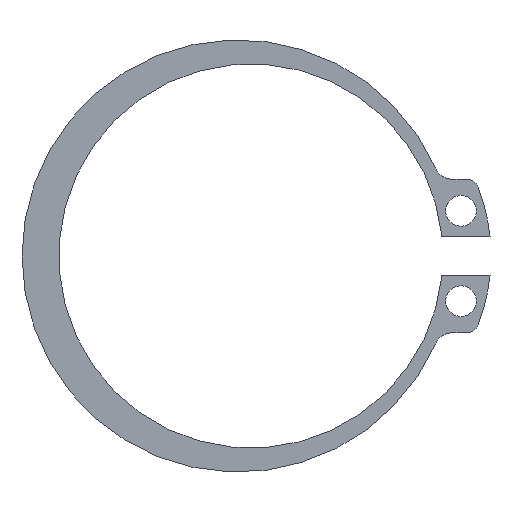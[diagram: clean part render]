
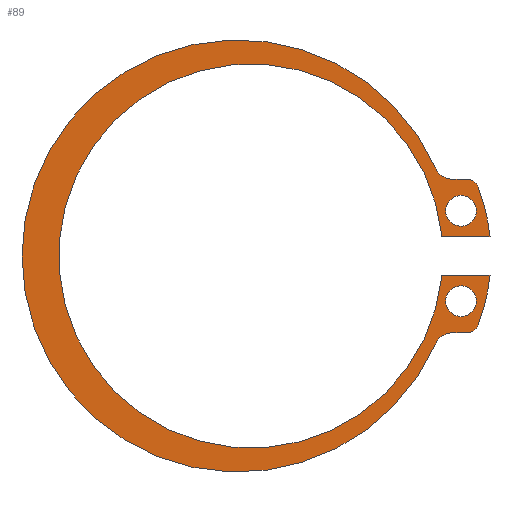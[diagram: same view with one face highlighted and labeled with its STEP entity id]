
A CAD part, left-side view. The second image highlights one B-rep face of the part: STEP entity #89.
In plain terms, the highlighted planar face has unit normal (-1, 0, 0).
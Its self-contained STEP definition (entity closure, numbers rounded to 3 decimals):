
#89 = ADVANCED_FACE( '', ( #122, #123, #124 ), #125, .F. );
#122 = FACE_BOUND( '', #160, .T. );
#123 = FACE_OUTER_BOUND( '', #161, .T. );
#124 = FACE_BOUND( '', #162, .T. );
#125 = PLANE( '', #163 );
#160 = EDGE_LOOP( '', ( #262 ) );
#161 = EDGE_LOOP( '', ( #263, #264, #265, #266, #267, #268, #269, #270, #271, #272, #273, #274 ) );
#162 = EDGE_LOOP( '', ( #275 ) );
#163 = AXIS2_PLACEMENT_3D( '', #276, #277, #278 );
#262 = ORIENTED_EDGE( '', *, *, #333, .T. );
#263 = ORIENTED_EDGE( '', *, *, #306, .T. );
#264 = ORIENTED_EDGE( '', *, *, #310, .F. );
#265 = ORIENTED_EDGE( '', *, *, #303, .F. );
#266 = ORIENTED_EDGE( '', *, *, #296, .F. );
#267 = ORIENTED_EDGE( '', *, *, #300, .F. );
#268 = ORIENTED_EDGE( '', *, *, #312, .T. );
#269 = ORIENTED_EDGE( '', *, *, #315, .F. );
#270 = ORIENTED_EDGE( '', *, *, #318, .F. );
#271 = ORIENTED_EDGE( '', *, *, #321, .F. );
#272 = ORIENTED_EDGE( '', *, *, #324, .F. );
#273 = ORIENTED_EDGE( '', *, *, #327, .T. );
#274 = ORIENTED_EDGE( '', *, *, #330, .F. );
#275 = ORIENTED_EDGE( '', *, *, #335, .T. );
#276 = CARTESIAN_POINT( '', ( 0., -43.38, -20.625 ) );
#277 = DIRECTION( '', ( 1., 0., 0. ) );
#278 = DIRECTION( '', ( 0., 0., -1. ) );
#296 = EDGE_CURVE( '', #336, #337, #338, .T. );
#300 = EDGE_CURVE( '', #344, #336, #345, .T. );
#303 = EDGE_CURVE( '', #337, #349, #350, .T. );
#306 = EDGE_CURVE( '', #354, #355, #356, .T. );
#310 = EDGE_CURVE( '', #349, #355, #362, .T. );
#312 = EDGE_CURVE( '', #344, #364, #365, .T. );
#315 = EDGE_CURVE( '', #369, #364, #370, .T. );
#318 = EDGE_CURVE( '', #374, #369, #375, .T. );
#321 = EDGE_CURVE( '', #379, #374, #380, .T. );
#324 = EDGE_CURVE( '', #384, #379, #385, .T. );
#327 = EDGE_CURVE( '', #384, #389, #390, .T. );
#330 = EDGE_CURVE( '', #354, #389, #394, .T. );
#333 = EDGE_CURVE( '', #398, #398, #399, .T. );
#335 = EDGE_CURVE( '', #402, #402, #403, .T. );
#336 = VERTEX_POINT( '', #404 );
#337 = VERTEX_POINT( '', #405 );
#338 = CIRCLE( '', #406, 41.25 );
#344 = VERTEX_POINT( '', #414 );
#345 = LINE( '', #415, #416 );
#349 = VERTEX_POINT( '', #422 );
#350 = CIRCLE( '', #423, 2.75 );
#354 = VERTEX_POINT( '', #428 );
#355 = VERTEX_POINT( '', #429 );
#356 = CIRCLE( '', #430, 4.125 );
#362 = LINE( '', #438, #439 );
#364 = VERTEX_POINT( '', #442 );
#365 = CIRCLE( '', #443, 41.25 );
#369 = VERTEX_POINT( '', #448 );
#370 = LINE( '', #449, #450 );
#374 = VERTEX_POINT( '', #456 );
#375 = CIRCLE( '', #457, 41.25 );
#379 = VERTEX_POINT( '', #462 );
#380 = CIRCLE( '', #463, 2.75 );
#384 = VERTEX_POINT( '', #468 );
#385 = LINE( '', #469, #470 );
#389 = VERTEX_POINT( '', #476 );
#390 = CIRCLE( '', #477, 4.125 );
#394 = CIRCLE( '', #482, 46.406 );
#398 = VERTEX_POINT( '', #486 );
#399 = CIRCLE( '', #487, 3.3 );
#402 = VERTEX_POINT( '', #490 );
#403 = CIRCLE( '', #491, 3.3 );
#404 = CARTESIAN_POINT( '', ( 0., -51.356, -4.125 ) );
#405 = CARTESIAN_POINT( '', ( 0., -48.842, -14.732 ) );
#406 = AXIS2_PLACEMENT_3D( '', #492, #493, #494 );
#414 = CARTESIAN_POINT( '', ( 0., -41.043, -4.125 ) );
#415 = CARTESIAN_POINT( '', ( 0., -41.043, -4.125 ) );
#416 = VECTOR( '', #500, 1000. );
#422 = CARTESIAN_POINT( '', ( 0., -46.273, -16.5 ) );
#423 = AXIS2_PLACEMENT_3D( '', #503, #504, #505 );
#428 = CARTESIAN_POINT( '', ( 0., -39.615, -18.941 ) );
#429 = CARTESIAN_POINT( '', ( 0., -43.38, -16.5 ) );
#430 = AXIS2_PLACEMENT_3D( '', #510, #511, #512 );
#438 = CARTESIAN_POINT( '', ( 0., -46.273, -16.5 ) );
#439 = VECTOR( '', #518, 1000. );
#442 = CARTESIAN_POINT( '', ( 0., -41.043, 4.125 ) );
#443 = AXIS2_PLACEMENT_3D( '', #520, #521, #522 );
#448 = CARTESIAN_POINT( '', ( 0., -51.356, 4.125 ) );
#449 = CARTESIAN_POINT( '', ( 0., -51.356, 4.125 ) );
#450 = VECTOR( '', #527, 1000. );
#456 = CARTESIAN_POINT( '', ( 0., -48.842, 14.732 ) );
#457 = AXIS2_PLACEMENT_3D( '', #530, #531, #532 );
#462 = CARTESIAN_POINT( '', ( 0., -46.273, 16.5 ) );
#463 = AXIS2_PLACEMENT_3D( '', #537, #538, #539 );
#468 = CARTESIAN_POINT( '', ( 0., -43.38, 16.5 ) );
#469 = CARTESIAN_POINT( '', ( 0., -43.38, 16.5 ) );
#470 = VECTOR( '', #544, 1000. );
#476 = CARTESIAN_POINT( '', ( 0., -39.615, 18.941 ) );
#477 = AXIS2_PLACEMENT_3D( '', #547, #548, #549 );
#482 = AXIS2_PLACEMENT_3D( '', #554, #555, #556 );
#486 = CARTESIAN_POINT( '', ( 0., -45.147, -13.006 ) );
#487 = AXIS2_PLACEMENT_3D( '', #563, #564, #565 );
#490 = CARTESIAN_POINT( '', ( 0., -45.147, 6.406 ) );
#491 = AXIS2_PLACEMENT_3D( '', #569, #570, #571 );
#492 = CARTESIAN_POINT( '', ( 0., -10.312, 0. ) );
#493 = DIRECTION( '', ( 1., 0., 0. ) );
#494 = DIRECTION( '', ( 0., 0., -1. ) );
#500 = DIRECTION( '', ( 0., -1., 0. ) );
#503 = CARTESIAN_POINT( '', ( 0., -46.273, -13.75 ) );
#504 = DIRECTION( '', ( 1., 0., 0. ) );
#505 = DIRECTION( '', ( 0., 0., -1. ) );
#510 = CARTESIAN_POINT( '', ( 0., -43.38, -20.625 ) );
#511 = DIRECTION( '', ( 1., 0., 0. ) );
#512 = DIRECTION( '', ( 0., 0., -1. ) );
#518 = DIRECTION( '', ( 0., 1., 0. ) );
#520 = CARTESIAN_POINT( '', ( 0., 0., 0. ) );
#521 = DIRECTION( '', ( 1., 0., 0. ) );
#522 = DIRECTION( '', ( 0., 0., -1. ) );
#527 = DIRECTION( '', ( 0., 1., 0. ) );
#530 = CARTESIAN_POINT( '', ( 0., -10.312, 0. ) );
#531 = DIRECTION( '', ( 1., 0., 0. ) );
#532 = DIRECTION( '', ( 0., 0., -1. ) );
#537 = CARTESIAN_POINT( '', ( 0., -46.273, 13.75 ) );
#538 = DIRECTION( '', ( 1., 0., 0. ) );
#539 = DIRECTION( '', ( 0., 0., -1. ) );
#544 = DIRECTION( '', ( 0., -1., 0. ) );
#547 = CARTESIAN_POINT( '', ( 0., -43.38, 20.625 ) );
#548 = DIRECTION( '', ( 1., 0., 0. ) );
#549 = DIRECTION( '', ( 0., 0., -1. ) );
#554 = CARTESIAN_POINT( '', ( 0., 2.75, 0. ) );
#555 = DIRECTION( '', ( 1., 0., 0. ) );
#556 = DIRECTION( '', ( 0., 0., -1. ) );
#563 = CARTESIAN_POINT( '', ( 0., -45.147, -9.706 ) );
#564 = DIRECTION( '', ( 1., 0., 0. ) );
#565 = DIRECTION( '', ( 0., 0., -1. ) );
#569 = CARTESIAN_POINT( '', ( 0., -45.147, 9.706 ) );
#570 = DIRECTION( '', ( 1., 0., 0. ) );
#571 = DIRECTION( '', ( 0., 0., -1. ) );
